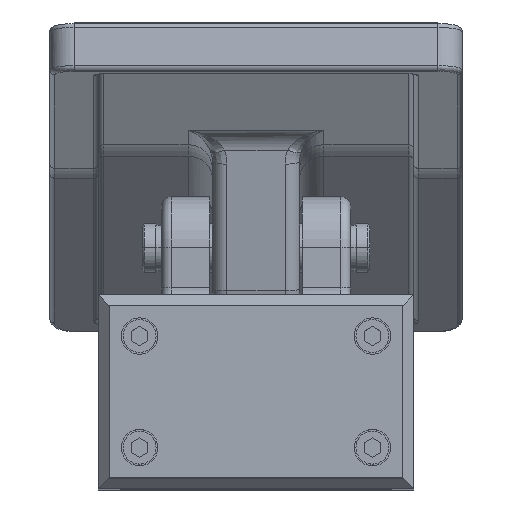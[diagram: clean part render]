
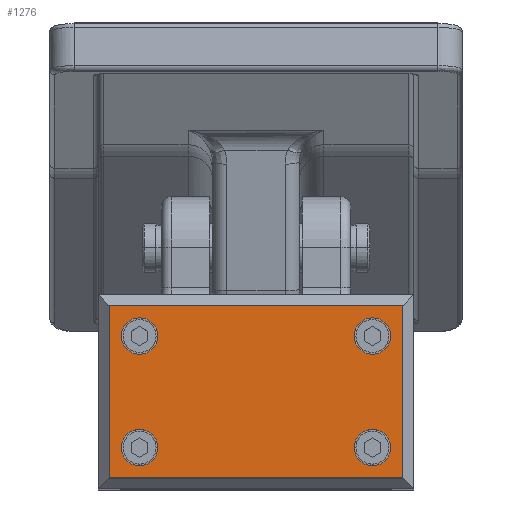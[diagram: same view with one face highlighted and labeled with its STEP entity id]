
A CAD part, top view. The second image highlights one B-rep face of the part: STEP entity #1276.
In plain terms, the highlighted planar face has unit normal (0, 0, 1).
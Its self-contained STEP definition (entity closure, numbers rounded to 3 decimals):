
#1276 = ADVANCED_FACE ( 'NONE', ( #36912, #36913, #36914, #36915, #36916 ), #7030, .T. ) ;
#4326 = ORIENTED_EDGE ( 'NONE', *, *, #25903, .F. ) ;
#4327 = ORIENTED_EDGE ( 'NONE', *, *, #32793, .F. ) ;
#4328 = ORIENTED_EDGE ( 'NONE', *, *, #25904, .F. ) ;
#4329 = ORIENTED_EDGE ( 'NONE', *, *, #32797, .F. ) ;
#4330 = ORIENTED_EDGE ( 'NONE', *, *, #25905, .F. ) ;
#4331 = ORIENTED_EDGE ( 'NONE', *, *, #25805, .F. ) ;
#4332 = ORIENTED_EDGE ( 'NONE', *, *, #25906, .F. ) ;
#4333 = ORIENTED_EDGE ( 'NONE', *, *, #25809, .F. ) ;
#4334 = ORIENTED_EDGE ( 'NONE', *, *, #25907, .T. ) ;
#4335 = ORIENTED_EDGE ( 'NONE', *, *, #25908, .T. ) ;
#4336 = ORIENTED_EDGE ( 'NONE', *, *, #25909, .T. ) ;
#4337 = ORIENTED_EDGE ( 'NONE', *, *, #25910, .T. ) ;
#5650 = AXIS2_PLACEMENT_3D ( 'NONE', #7031, #7032, #7033 ) ;
#7030 = PLANE ( 'NONE',  #5650 ) ;
#7031 = CARTESIAN_POINT ( 'NONE',  ( -30.25, -17.75, 0. ) ) ;
#7032 = DIRECTION ( 'NONE',  ( 0., 0., 1. ) ) ;
#7033 = DIRECTION ( 'NONE',  ( 1., 0., 0. ) ) ;
#11155 = CARTESIAN_POINT ( 'NONE',  ( 24., 11.5, 0. ) ) ;
#11156 = DIRECTION ( 'NONE',  ( 0., 0., 1. ) ) ;
#11157 = DIRECTION ( 'NONE',  ( 1., 0., 0. ) ) ;
#11165 = CARTESIAN_POINT ( 'NONE',  ( -24., 11.5, 0. ) ) ;
#11166 = DIRECTION ( 'NONE',  ( 0., 0., 1. ) ) ;
#11167 = DIRECTION ( 'NONE',  ( 1., 0., 0. ) ) ;
#11424 = CARTESIAN_POINT ( 'NONE',  ( -24., -11.5, 0. ) ) ;
#11425 = DIRECTION ( 'NONE',  ( 0., 0., 1. ) ) ;
#11426 = DIRECTION ( 'NONE',  ( 1., 0., 0. ) ) ;
#11427 = CARTESIAN_POINT ( 'NONE',  ( 24., -11.5, 0. ) ) ;
#11428 = DIRECTION ( 'NONE',  ( 0., 0., 1. ) ) ;
#11429 = DIRECTION ( 'NONE',  ( 1., 0., 0. ) ) ;
#11430 = CARTESIAN_POINT ( 'NONE',  ( 24., 11.5, 0. ) ) ;
#11431 = DIRECTION ( 'NONE',  ( 0., 0., 1. ) ) ;
#11432 = DIRECTION ( 'NONE',  ( 1., 0., 0. ) ) ;
#11433 = CARTESIAN_POINT ( 'NONE',  ( -24., 11.5, 0. ) ) ;
#11434 = DIRECTION ( 'NONE',  ( 0., 0., 1. ) ) ;
#11435 = DIRECTION ( 'NONE',  ( 1., 0., 0. ) ) ;
#11436 = CARTESIAN_POINT ( 'NONE',  ( -30.25, 17.75, 0. ) ) ;
#11437 = DIRECTION ( 'NONE',  ( 0., -1., 0. ) ) ;
#11438 = CARTESIAN_POINT ( 'NONE',  ( -30.25, -17.75, 0. ) ) ;
#11439 = DIRECTION ( 'NONE',  ( 1., 0., 0. ) ) ;
#11440 = CARTESIAN_POINT ( 'NONE',  ( 30.25, 17.75, 0. ) ) ;
#11441 = DIRECTION ( 'NONE',  ( 0., 1., 0. ) ) ;
#11442 = CARTESIAN_POINT ( 'NONE',  ( -30.25, 17.75, 0. ) ) ;
#11443 = DIRECTION ( 'NONE',  ( -1., 0., 0. ) ) ;
#16296 = CIRCLE ( 'NONE', #20886, 3.75 ) ;
#16302 = CIRCLE ( 'NONE', #20888, 3.75 ) ;
#16418 = CIRCLE ( 'NONE', #20935, 3.75 ) ;
#16419 = CIRCLE ( 'NONE', #20936, 3.75 ) ;
#16420 = CIRCLE ( 'NONE', #20937, 3.75 ) ;
#16421 = LINE ( 'NONE', #11436, #16423 ) ;
#16422 = CIRCLE ( 'NONE', #20938, 3.75 ) ;
#16423 = VECTOR ( 'NONE', #11437, 1000. ) ;
#16424 = LINE ( 'NONE', #11438, #16425 ) ;
#16425 = VECTOR ( 'NONE', #11439, 1000. ) ;
#16426 = LINE ( 'NONE', #11440, #16427 ) ;
#16427 = VECTOR ( 'NONE', #11441, 1000. ) ;
#16428 = LINE ( 'NONE', #11442, #16429 ) ;
#16429 = VECTOR ( 'NONE', #11443, 1000. ) ;
#18419 = VERTEX_POINT ( 'NONE', #21500 ) ;
#18420 = VERTEX_POINT ( 'NONE', #21501 ) ;
#18421 = VERTEX_POINT ( 'NONE', #21502 ) ;
#18422 = VERTEX_POINT ( 'NONE', #21503 ) ;
#18492 = VERTEX_POINT ( 'NONE', #21573 ) ;
#18493 = VERTEX_POINT ( 'NONE', #21574 ) ;
#18496 = VERTEX_POINT ( 'NONE', #21577 ) ;
#18497 = VERTEX_POINT ( 'NONE', #21578 ) ;
#18500 = VERTEX_POINT ( 'NONE', #21581 ) ;
#18501 = VERTEX_POINT ( 'NONE', #21582 ) ;
#18504 = VERTEX_POINT ( 'NONE', #21585 ) ;
#18505 = VERTEX_POINT ( 'NONE', #21586 ) ;
#20886 = AXIS2_PLACEMENT_3D ( 'NONE', #11155, #11156, #11157 ) ;
#20888 = AXIS2_PLACEMENT_3D ( 'NONE', #11165, #11166, #11167 ) ;
#20935 = AXIS2_PLACEMENT_3D ( 'NONE', #11424, #11425, #11426 ) ;
#20936 = AXIS2_PLACEMENT_3D ( 'NONE', #11427, #11428, #11429 ) ;
#20937 = AXIS2_PLACEMENT_3D ( 'NONE', #11430, #11431, #11432 ) ;
#20938 = AXIS2_PLACEMENT_3D ( 'NONE', #11433, #11434, #11435 ) ;
#21500 = CARTESIAN_POINT ( 'NONE',  ( 30.25, 17.75, 0. ) ) ;
#21501 = CARTESIAN_POINT ( 'NONE',  ( 30.25, -17.75, 0. ) ) ;
#21502 = CARTESIAN_POINT ( 'NONE',  ( -30.25, -17.75, 0. ) ) ;
#21503 = CARTESIAN_POINT ( 'NONE',  ( -30.25, 17.75, 0. ) ) ;
#21573 = CARTESIAN_POINT ( 'NONE',  ( -20.25, 11.5, 0. ) ) ;
#21574 = CARTESIAN_POINT ( 'NONE',  ( -27.75, 11.5, 0. ) ) ;
#21577 = CARTESIAN_POINT ( 'NONE',  ( 27.75, 11.5, 0. ) ) ;
#21578 = CARTESIAN_POINT ( 'NONE',  ( 20.25, 11.5, 0. ) ) ;
#21581 = CARTESIAN_POINT ( 'NONE',  ( 27.75, -11.5, 0. ) ) ;
#21582 = CARTESIAN_POINT ( 'NONE',  ( 20.25, -11.5, 0. ) ) ;
#21585 = CARTESIAN_POINT ( 'NONE',  ( -20.25, -11.5, 0. ) ) ;
#21586 = CARTESIAN_POINT ( 'NONE',  ( -27.75, -11.5, 0. ) ) ;
#25805 = EDGE_CURVE ( 'NONE', #18497, #18496, #16296, .T. ) ;
#25809 = EDGE_CURVE ( 'NONE', #18493, #18492, #16302, .T. ) ;
#25903 = EDGE_CURVE ( 'NONE', #18504, #18505, #16418, .T. ) ;
#25904 = EDGE_CURVE ( 'NONE', #18500, #18501, #16419, .T. ) ;
#25905 = EDGE_CURVE ( 'NONE', #18496, #18497, #16420, .T. ) ;
#25906 = EDGE_CURVE ( 'NONE', #18492, #18493, #16422, .T. ) ;
#25907 = EDGE_CURVE ( 'NONE', #18422, #18421, #16421, .T. ) ;
#25908 = EDGE_CURVE ( 'NONE', #18421, #18420, #16424, .T. ) ;
#25909 = EDGE_CURVE ( 'NONE', #18420, #18419, #16426, .T. ) ;
#25910 = EDGE_CURVE ( 'NONE', #18419, #18422, #16428, .T. ) ;
#32793 = EDGE_CURVE ( 'NONE', #18505, #18504, #34030, .T. ) ;
#32797 = EDGE_CURVE ( 'NONE', #18501, #18500, #34036, .T. ) ;
#34030 = CIRCLE ( 'NONE', #35457, 3.75 ) ;
#34036 = CIRCLE ( 'NONE', #35459, 3.75 ) ;
#35457 = AXIS2_PLACEMENT_3D ( 'NONE', #41177, #41178, #41179 ) ;
#35459 = AXIS2_PLACEMENT_3D ( 'NONE', #41187, #41188, #41189 ) ;
#36912 = FACE_BOUND ( 'NONE', #40144, .T. ) ;
#36913 = FACE_BOUND ( 'NONE', #40143, .T. ) ;
#36914 = FACE_BOUND ( 'NONE', #40142, .T. ) ;
#36915 = FACE_BOUND ( 'NONE', #40141, .T. ) ;
#36916 = FACE_OUTER_BOUND ( 'NONE', #40140, .T. ) ;
#40140 = EDGE_LOOP ( 'NONE', ( #4334, #4335, #4336, #4337 ) ) ;
#40141 = EDGE_LOOP ( 'NONE', ( #4332, #4333 ) ) ;
#40142 = EDGE_LOOP ( 'NONE', ( #4330, #4331 ) ) ;
#40143 = EDGE_LOOP ( 'NONE', ( #4328, #4329 ) ) ;
#40144 = EDGE_LOOP ( 'NONE', ( #4326, #4327 ) ) ;
#41177 = CARTESIAN_POINT ( 'NONE',  ( -24., -11.5, 0. ) ) ;
#41178 = DIRECTION ( 'NONE',  ( 0., 0., 1. ) ) ;
#41179 = DIRECTION ( 'NONE',  ( 1., 0., 0. ) ) ;
#41187 = CARTESIAN_POINT ( 'NONE',  ( 24., -11.5, 0. ) ) ;
#41188 = DIRECTION ( 'NONE',  ( 0., 0., 1. ) ) ;
#41189 = DIRECTION ( 'NONE',  ( 1., 0., 0. ) ) ;
